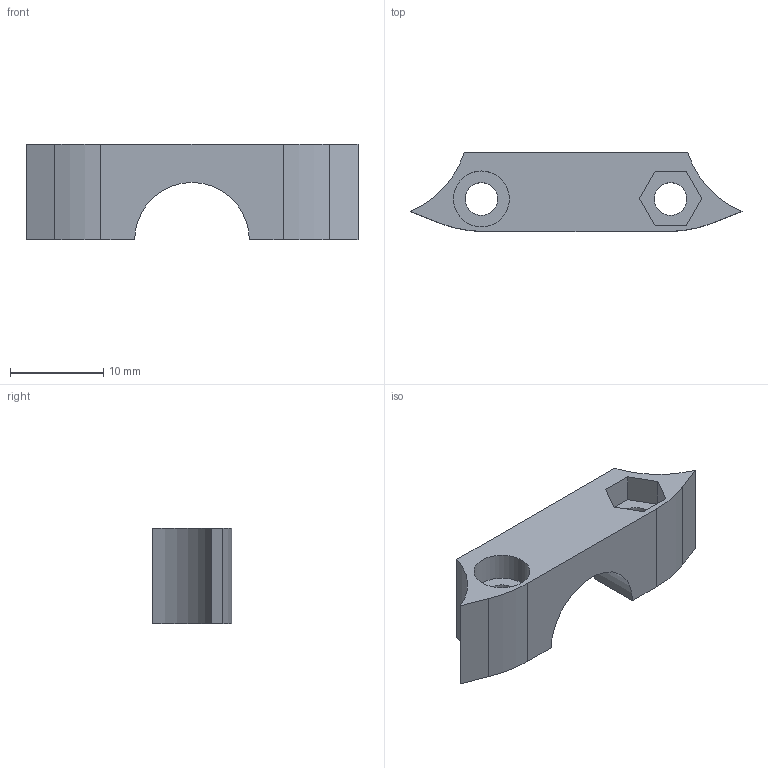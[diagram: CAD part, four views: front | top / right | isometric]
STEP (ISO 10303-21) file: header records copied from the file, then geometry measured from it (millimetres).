
FILE_DESCRIPTION(/* description */ (''),/* implementation_level */ '2;1');
FILE_NAME(/* name */ 'Carriage.stp',/* time_stamp */ '2019-04-07T00:49:35+01:00',/* author */ ('Ax'),/* organization */ (''),/* preprocessor_version */ 'ST-DEVELOPER v17.2',/* originating_system */ 'Autodesk Inventor 2019',/* authorisation */ '');
FILE_SCHEMA (('AUTOMOTIVE_DESIGN { 1 0 10303 214 3 1 1 }'));
Length unit declared in the file: millimetre
Products named in the file (1): Carriage
Bounding box: 35.61 x 8.5 x 10.25 mm (x, y, z)
Volume: 1535.3 mm3; surface area: 1469.4 mm2
Topology: 1 solids, 1 shells, 25 faces, 66 edges, 45 vertices
Faces by surface type: plane 16, cylinder 9
Full cylindrical faces by diameter (mm): 3.5 x2, 6 x1
Entity records: 834 total; most frequent: DIRECTION 139, CARTESIAN_POINT 137, ORIENTED_EDGE 132, EDGE_CURVE 66, AXIS2_PLACEMENT_3D 47, LINE 45, VECTOR 45, VERTEX_POINT 45
